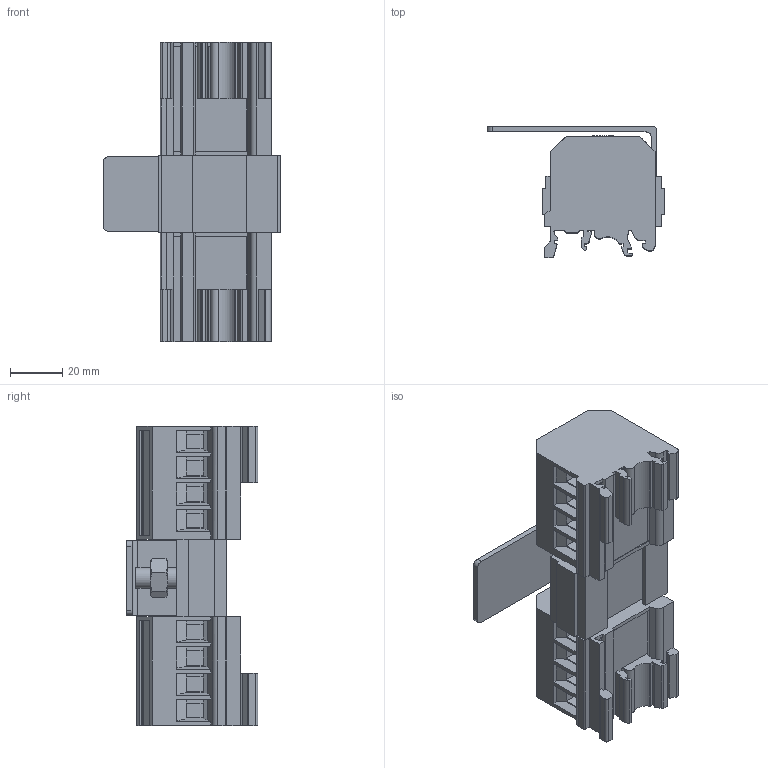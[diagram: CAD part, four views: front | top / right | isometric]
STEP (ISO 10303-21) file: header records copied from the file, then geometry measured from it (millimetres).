
FILE_DESCRIPTION(/* description */ ('Unknown'),/* implementation_level */ '2;1');
FILE_NAME(/* name */ 'DBK-1X8_GY_3D',/* time_stamp */ '2019-09-16T16:40:05+05:00',/* author */ ('Unknown'),/* organization */ ('Unknown'),/* preprocessor_version */ 'ST-DEVELOPER v16.7',/* originating_system */ 'DEX',/* authorisation */ $);
FILE_SCHEMA (('AUTOMOTIVE_DESIGN {1 0 10303 214 3 1 1}'));
Length unit declared in the file: millimetre
Products named in the file (1): DBK-1X8
Bounding box: 68 x 50.33 x 114.5 mm (x, y, z)
Volume: 141094.3 mm3; surface area: 40250.4 mm2
Topology: 1 solids, 1 shells, 536 faces, 1442 edges, 938 vertices
Faces by surface type: plane 435, cylinder 89, cone 12
Full cylindrical faces by diameter (mm): 6.5 x16, 8 x2
Entity records: 20224 total; most frequent: CARTESIAN_POINT 2967, ORIENTED_EDGE 2844, DIRECTION 2671, EDGE_CURVE 1422, LINE 1199, VECTOR 1199, VERTEX_POINT 936, AXIS2_PLACEMENT_3D 736
